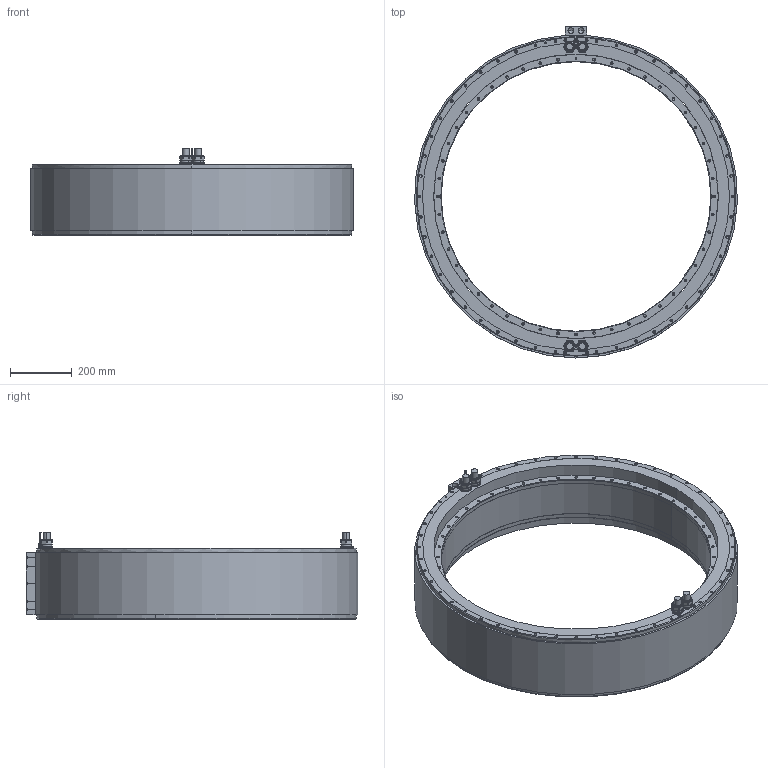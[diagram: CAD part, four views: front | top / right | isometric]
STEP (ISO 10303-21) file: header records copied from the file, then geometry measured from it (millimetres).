
FILE_DESCRIPTION((''),'2;1');
FILE_NAME('1219940-30_ASM','2018-10-19T',('CH5533'),(''),'PRO/ENGINEER BY PARAMETRIC TECHNOLOGY CORPORATION, 2014000','PRO/ENGINEER BY PARAMETRIC TECHNOLOGY CORPORATION, 2014000','');
FILE_SCHEMA(('CONFIG_CONTROL_DESIGN'));
Length unit declared in the file: millimetre
Products named in the file (3): PRT0001; PRT0002; 1219940-30_ASM
Assembly tree (2 placements, depth 2):
  1219940-30_ASM
    PRT0001
    PRT0002
Bounding box: 1041.43 x 1070.86 x 279.7 mm (x, y, z)
Volume: 53123815.8 mm3; surface area: 2985142.5 mm2
Topology: 2 solids, 31 shells, 1685 faces, 4104 edges, 2339 vertices
Faces by surface type: cylinder 732, cone 490, plane 353, torus 102, sphere 8
Entity records: 52784 total; most frequent: DIRECTION 8952, CARTESIAN_POINT 8004, ORIENTED_EDGE 7392, EDGE_CURVE 3696, AXIS2_PLACEMENT_3D 3640, VERTEX_POINT 2339, EDGE_LOOP 2005, CIRCLE 1950
